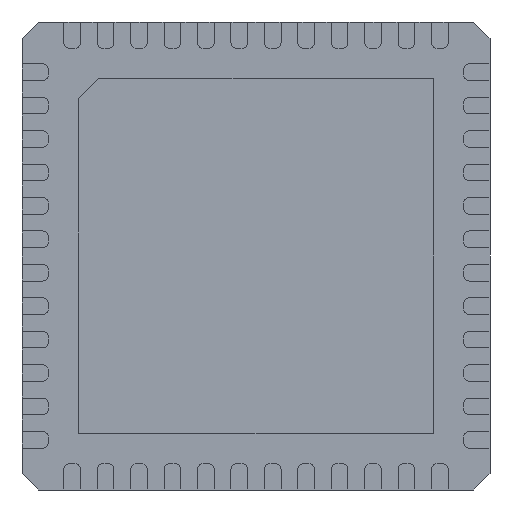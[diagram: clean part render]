
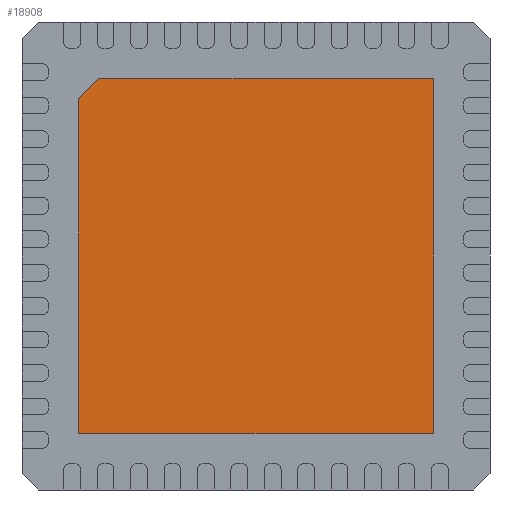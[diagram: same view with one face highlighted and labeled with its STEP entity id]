
A CAD part, front view. The second image highlights one B-rep face of the part: STEP entity #18908.
In plain terms, the highlighted planar face has unit normal (0, -1, 0).
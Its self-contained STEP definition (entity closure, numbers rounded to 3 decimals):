
#1849=FACE_OUTER_BOUND('',#2926,.T.);
#2926=EDGE_LOOP('',(#14666,#14667,#14668,#14669,#14670));
#4525=LINE('',#27959,#6544);
#4527=LINE('',#27963,#6546);
#4529=LINE('',#27967,#6548);
#4531=LINE('',#27971,#6550);
#4533=LINE('',#27974,#6552);
#6544=VECTOR('',#23268,10.);
#6546=VECTOR('',#23272,10.);
#6548=VECTOR('',#23276,10.);
#6550=VECTOR('',#23280,10.);
#6552=VECTOR('',#23284,10.);
#8419=VERTEX_POINT('',#27956);
#8420=VERTEX_POINT('',#27958);
#8421=VERTEX_POINT('',#27962);
#8422=VERTEX_POINT('',#27966);
#8423=VERTEX_POINT('',#27970);
#10669=EDGE_CURVE('',#8420,#8419,#4525,.T.);
#10671=EDGE_CURVE('',#8421,#8420,#4527,.T.);
#10673=EDGE_CURVE('',#8422,#8421,#4529,.T.);
#10675=EDGE_CURVE('',#8423,#8422,#4531,.T.);
#10677=EDGE_CURVE('',#8419,#8423,#4533,.T.);
#14666=ORIENTED_EDGE('',*,*,#10677,.T.);
#14667=ORIENTED_EDGE('',*,*,#10675,.T.);
#14668=ORIENTED_EDGE('',*,*,#10673,.T.);
#14669=ORIENTED_EDGE('',*,*,#10671,.T.);
#14670=ORIENTED_EDGE('',*,*,#10669,.T.);
#18077=PLANE('',#20333);
#18908=ADVANCED_FACE('',(#1849),#18077,.T.);
#20333=AXIS2_PLACEMENT_3D('',#27975,#23285,#23286);
#23268=DIRECTION('',(0.,0.,-1.));
#23272=DIRECTION('',(-0.707,0.,-0.707));
#23276=DIRECTION('',(-1.,0.,0.));
#23280=DIRECTION('',(0.,0.,1.));
#23284=DIRECTION('',(1.,0.,0.));
#23285=DIRECTION('center_axis',(0.,-1.,0.));
#23286=DIRECTION('ref_axis',(0.,0.,-1.));
#27956=CARTESIAN_POINT('',(-2.65,-0.05,-2.65));
#27958=CARTESIAN_POINT('',(-2.65,-0.05,2.35));
#27959=CARTESIAN_POINT('',(-2.65,-0.05,2.65));
#27962=CARTESIAN_POINT('',(-2.35,-0.05,2.65));
#27963=CARTESIAN_POINT('',(-2.65,-0.05,2.35));
#27966=CARTESIAN_POINT('',(2.65,-0.05,2.65));
#27967=CARTESIAN_POINT('',(2.65,-0.05,2.65));
#27970=CARTESIAN_POINT('',(2.65,-0.05,-2.65));
#27971=CARTESIAN_POINT('',(2.65,-0.05,-2.65));
#27974=CARTESIAN_POINT('',(-2.65,-0.05,-2.65));
#27975=CARTESIAN_POINT('Origin',(0.,-0.05,0.));
